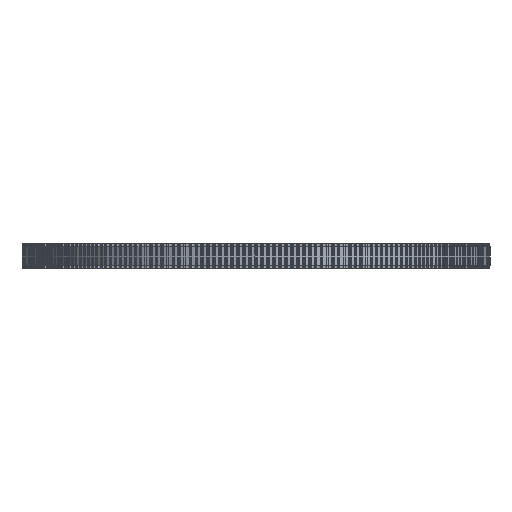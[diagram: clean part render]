
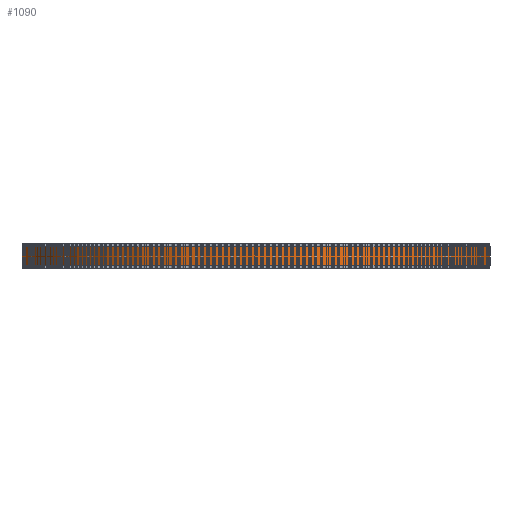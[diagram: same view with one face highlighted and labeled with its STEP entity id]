
A CAD part, front view. The second image highlights one B-rep face of the part: STEP entity #1090.
In plain terms, the highlighted cylindrical face has radius 77.031 mm (diameter 154.062 mm), a full revolution.
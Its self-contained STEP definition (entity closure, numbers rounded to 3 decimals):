
#97=FACE_BOUND('',#4000,.T.);
#98=FACE_BOUND('',#4001,.T.);
#1090=ADVANCED_FACE('',(#97,#98),#2059,.T.);
#2059=CYLINDRICAL_SURFACE('',#21439,77.031);
#4000=EDGE_LOOP('',(#11746));
#4001=EDGE_LOOP('',(#11747));
#11746=ORIENTED_EDGE('',*,*,#16590,.T.);
#11747=ORIENTED_EDGE('',*,*,#16591,.T.);
#13684=VERTEX_POINT('',#34040);
#13685=VERTEX_POINT('',#34042);
#16590=EDGE_CURVE('',#13684,#13684,#18528,.T.);
#16591=EDGE_CURVE('',#13685,#13685,#18529,.T.);
#18528=CIRCLE('',#21437,77.031);
#18529=CIRCLE('',#21438,77.031);
#21437=AXIS2_PLACEMENT_3D('',#34039,#28222,#28223);
#21438=AXIS2_PLACEMENT_3D('',#34041,#28224,#28225);
#21439=AXIS2_PLACEMENT_3D('',#34043,#28226,#28227);
#28222=DIRECTION('',(0.,0.,1.));
#28223=DIRECTION('',(1.,0.,0.));
#28224=DIRECTION('',(0.,0.,-1.));
#28225=DIRECTION('',(1.,0.,0.));
#28226=DIRECTION('',(0.,0.,1.));
#28227=DIRECTION('',(1.,0.,0.));
#34039=CARTESIAN_POINT('',(0.,0.,1.));
#34040=CARTESIAN_POINT('',(77.031,0.,1.));
#34041=CARTESIAN_POINT('',(0.,0.,7.));
#34042=CARTESIAN_POINT('',(77.031,0.,7.));
#34043=CARTESIAN_POINT('',(0.,0.,1.));
